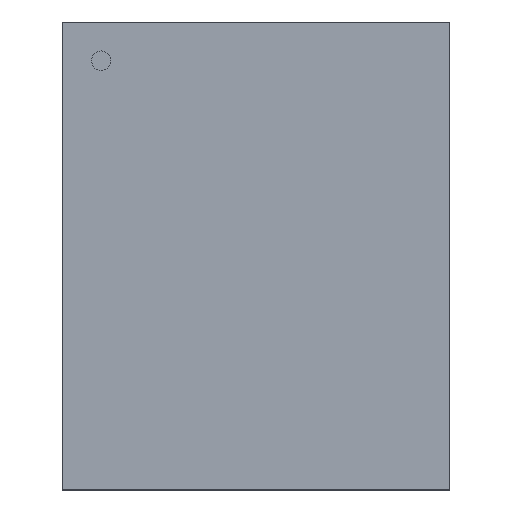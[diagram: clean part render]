
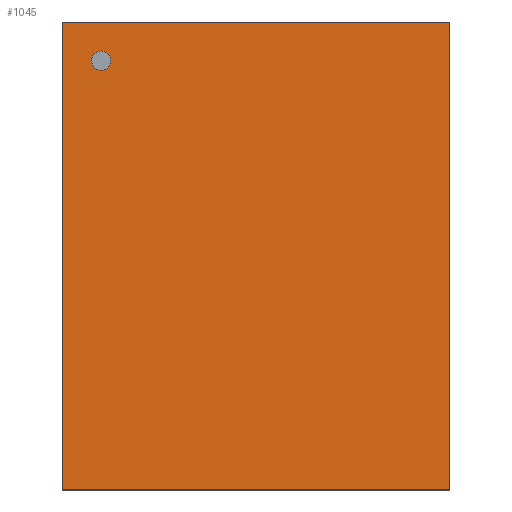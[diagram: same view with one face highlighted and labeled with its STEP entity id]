
A CAD part, top view. The second image highlights one B-rep face of the part: STEP entity #1045.
In plain terms, the highlighted planar face has unit normal (0, 0, 1).
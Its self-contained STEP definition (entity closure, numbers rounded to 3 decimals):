
#1045=ADVANCED_FACE('',(#1051),#1046,.F.);
#1046=PLANE('',#1047);
#1047=AXIS2_PLACEMENT_3D('',#1048,#1049,#1050);
#1048=CARTESIAN_POINT('Origin',(-0.978,-1.181,0.635));
#1049=DIRECTION('center_axis',(0.0,0.0,-1.0));
#1050=DIRECTION('ref_axis',(0.,1.,0.));
#1051=FACE_OUTER_BOUND('',#1052,.T.);
#1052=EDGE_LOOP('',(#1053,#1063,#1073,#1083));
#1053=ORIENTED_EDGE('',*,*,#1054,.F.);
#1054=EDGE_CURVE('',#1055,#1057,#1059,.T.);
#1055=VERTEX_POINT('',#1056);
#1056=CARTESIAN_POINT('',(0.978,-1.181,0.635));
#1057=VERTEX_POINT('',#1058);
#1058=CARTESIAN_POINT('',(-0.978,-1.181,0.635));
#1059=LINE('',#1060,#1061);
#1060=CARTESIAN_POINT('',(0.978,-1.181,0.635));
#1061=VECTOR('',#1062,1.956);
#1062=DIRECTION('',(-1.0,0.0,0.0));
#1063=ORIENTED_EDGE('',*,*,#1064,.F.);
#1064=EDGE_CURVE('',#1065,#1067,#1069,.T.);
#1065=VERTEX_POINT('',#1066);
#1066=CARTESIAN_POINT('',(0.978,1.181,0.635));
#1067=VERTEX_POINT('',#1056);
#1069=LINE('',#1070,#1071);
#1070=CARTESIAN_POINT('',(0.978,1.181,0.635));
#1071=VECTOR('',#1072,2.362);
#1072=DIRECTION('',(0.0,-1.0,0.0));
#1073=ORIENTED_EDGE('',*,*,#1074,.F.);
#1074=EDGE_CURVE('',#1075,#1077,#1079,.T.);
#1075=VERTEX_POINT('',#1076);
#1076=CARTESIAN_POINT('',(-0.978,1.181,0.635));
#1077=VERTEX_POINT('',#1066);
#1079=LINE('',#1080,#1081);
#1080=CARTESIAN_POINT('',(-0.978,1.181,0.635));
#1081=VECTOR('',#1082,1.956);
#1082=DIRECTION('',(1.0,0.0,0.0));
#1083=ORIENTED_EDGE('',*,*,#1084,.F.);
#1084=EDGE_CURVE('',#1085,#1087,#1089,.T.);
#1085=VERTEX_POINT('',#1058);
#1087=VERTEX_POINT('',#1076);
#1089=LINE('',#1090,#1091);
#1090=CARTESIAN_POINT('',(-0.978,-1.181,0.635));
#1091=VECTOR('',#1092,2.362);
#1092=DIRECTION('',(0.0,1.0,0.0));
